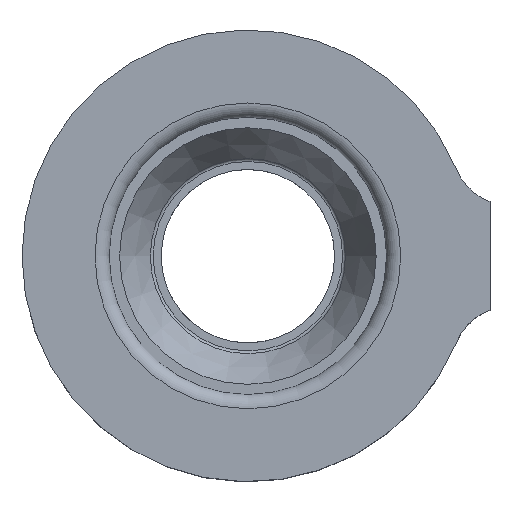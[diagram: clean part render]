
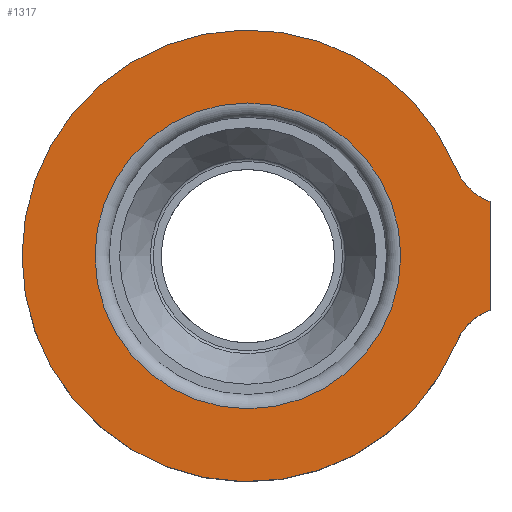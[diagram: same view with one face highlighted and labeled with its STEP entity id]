
A CAD part, top view. The second image highlights one B-rep face of the part: STEP entity #1317.
In plain terms, the highlighted planar face has unit normal (0, 0, 1).
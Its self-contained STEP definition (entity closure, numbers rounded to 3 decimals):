
#61=LINE('',#2045,#99);
#99=VECTOR('',#1750,1000.);
#114=PLANE('',#1458);
#340=ORIENTED_EDGE('',*,*,#507,.T.);
#341=ORIENTED_EDGE('',*,*,#504,.T.);
#342=ORIENTED_EDGE('',*,*,#512,.T.);
#343=ORIENTED_EDGE('',*,*,#515,.T.);
#344=ORIENTED_EDGE('',*,*,#517,.F.);
#504=EDGE_CURVE('',#601,#600,#678,.T.);
#507=EDGE_CURVE('',#603,#601,#680,.T.);
#512=EDGE_CURVE('',#600,#607,#61,.T.);
#515=EDGE_CURVE('',#607,#603,#684,.T.);
#517=EDGE_CURVE('',#609,#609,#686,.T.);
#600=VERTEX_POINT('',#2026);
#601=VERTEX_POINT('',#2028);
#603=VERTEX_POINT('',#2034);
#607=VERTEX_POINT('',#2044);
#609=VERTEX_POINT('',#2054);
#678=CIRCLE('',#1444,8.);
#680=CIRCLE('',#1447,31.25);
#684=CIRCLE('',#1454,8.);
#686=CIRCLE('',#1457,21.15);
#754=EDGE_LOOP('',(#340,#341,#342,#343));
#755=EDGE_LOOP('',(#344));
#832=FACE_BOUND('',#754,.T.);
#833=FACE_BOUND('',#755,.T.);
#1317=ADVANCED_FACE('',(#832,#833),#114,.T.);
#1444=AXIS2_PLACEMENT_3D('',#2027,#1731,#1732);
#1447=AXIS2_PLACEMENT_3D('',#2033,#1738,#1739);
#1454=AXIS2_PLACEMENT_3D('',#2050,#1756,#1757);
#1457=AXIS2_PLACEMENT_3D('',#2053,#1762,#1763);
#1458=AXIS2_PLACEMENT_3D('',#2055,#1764,#1765);
#1731=DIRECTION('',(0.,0.,-1.));
#1732=DIRECTION('',(0.,1.,0.));
#1738=DIRECTION('',(0.,0.,1.));
#1739=DIRECTION('',(1.,0.,0.));
#1750=DIRECTION('',(0.,1.,0.));
#1756=DIRECTION('',(0.,0.,-1.));
#1757=DIRECTION('',(0.,1.,0.));
#1762=DIRECTION('',(0.,0.,1.));
#1763=DIRECTION('',(1.,0.,0.));
#1764=DIRECTION('',(0.,0.,1.));
#1765=DIRECTION('',(1.,0.,0.));
#2026=CARTESIAN_POINT('',(33.5,-7.5,27.5));
#2027=CARTESIAN_POINT('',(36.268,-15.006,27.5));
#2028=CARTESIAN_POINT('',(28.876,-11.947,27.5));
#2033=CARTESIAN_POINT('',(0.,0.,27.5));
#2034=CARTESIAN_POINT('',(28.876,11.947,27.5));
#2044=CARTESIAN_POINT('',(33.5,7.5,27.5));
#2045=CARTESIAN_POINT('',(33.5,-7.5,27.5));
#2050=CARTESIAN_POINT('',(36.268,15.006,27.5));
#2053=CARTESIAN_POINT('',(0.,0.,27.5));
#2054=CARTESIAN_POINT('',(21.15,0.,27.5));
#2055=CARTESIAN_POINT('',(24.5,0.,27.5));
